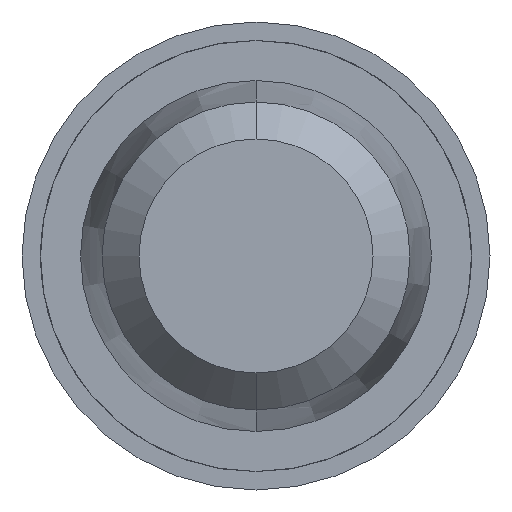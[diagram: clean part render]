
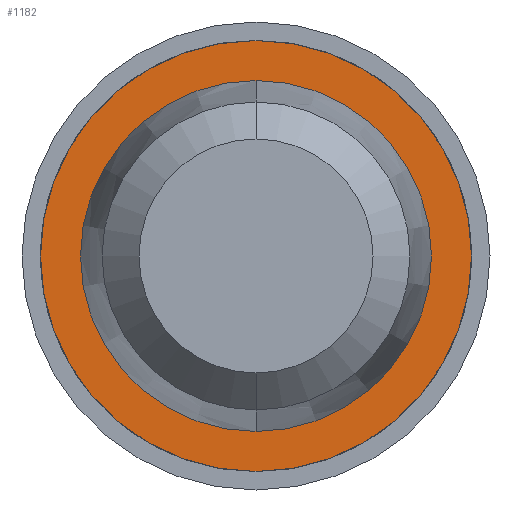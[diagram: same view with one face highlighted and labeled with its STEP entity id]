
A CAD part, front view. The second image highlights one B-rep face of the part: STEP entity #1182.
In plain terms, the highlighted planar face has unit normal (0, -1, 0).
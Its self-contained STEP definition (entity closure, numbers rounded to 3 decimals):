
#194 = FACE_BOUND ( 'NONE', #1586, .T. ) ;
#492 = EDGE_LOOP ( 'NONE', ( #3361, #2591 ) ) ;
#504 = CIRCLE ( 'NONE', #3106, 0.57 ) ;
#763 = VERTEX_POINT ( 'NONE', #1986 ) ;
#800 = AXIS2_PLACEMENT_3D ( 'NONE', #2734, #1490, #2103 ) ;
#919 = DIRECTION ( 'NONE',  ( 0., 0., -1. ) ) ;
#947 = DIRECTION ( 'NONE',  ( 0., -1., 0. ) ) ;
#1182 = ADVANCED_FACE ( 'Defeature ausgef�hrt3_16', ( #1951, #194 ), #2236, .T. ) ;
#1274 = AXIS2_PLACEMENT_3D ( 'NONE', #3013, #1711, #3314 ) ;
#1324 = CARTESIAN_POINT ( 'NONE',  ( 0., 26., 0.7 ) ) ;
#1490 = DIRECTION ( 'NONE',  ( 0., -1., 0. ) ) ;
#1521 = DIRECTION ( 'NONE',  ( 0., -1., 0. ) ) ;
#1586 = EDGE_LOOP ( 'NONE', ( #1661, #3220 ) ) ;
#1638 = CIRCLE ( 'NONE', #800, 0.7 ) ;
#1661 = ORIENTED_EDGE ( 'NONE', *, *, #2110, .F. ) ;
#1711 = DIRECTION ( 'NONE',  ( 0., -1., 0. ) ) ;
#1804 = CIRCLE ( 'NONE', #4167, 0.57 ) ;
#1882 = CARTESIAN_POINT ( 'NONE',  ( 0., 26., 0. ) ) ;
#1951 = FACE_OUTER_BOUND ( 'NONE', #492, .T. ) ;
#1986 = CARTESIAN_POINT ( 'NONE',  ( 0., 26., 0.57 ) ) ;
#2103 = DIRECTION ( 'NONE',  ( 0., 0., -1. ) ) ;
#2110 = EDGE_CURVE ( 'Defeature ausgef�hrt3_15+Defeature ausgef�hrt3_16+Defeature ausgef�hrt3_16+Defeature ausgef�hrt3_16', #763, #3928, #1804, .T. ) ;
#2168 = DIRECTION ( 'NONE',  ( 0., 0., -1. ) ) ;
#2236 = PLANE ( 'NONE',  #1274 ) ;
#2266 = VERTEX_POINT ( 'NONE', #1324 ) ;
#2444 = CARTESIAN_POINT ( 'NONE',  ( 0., 26., 0. ) ) ;
#2515 = EDGE_CURVE ( 'Defeature ausgef�hrt3_16+Defeature ausgef�hrt3_17+Defeature ausgef�hrt3_17+Defeature ausgef�hrt3_17', #4120, #2266, #1638, .T. ) ;
#2527 = DIRECTION ( 'NONE',  ( 0., -1., 0. ) ) ;
#2591 = ORIENTED_EDGE ( 'NONE', *, *, #2847, .T. ) ;
#2734 = CARTESIAN_POINT ( 'NONE',  ( 0., 26., 0. ) ) ;
#2847 = EDGE_CURVE ( 'Defeature ausgef�hrt3_16+Defeature ausgef�hrt3_17+Defeature ausgef�hrt3_17+Defeature ausgef�hrt3_17', #2266, #4120, #3983, .T. ) ;
#2882 = CARTESIAN_POINT ( 'NONE',  ( 0., 26., -0.57 ) ) ;
#3013 = CARTESIAN_POINT ( 'NONE',  ( 0.57, 26., 0. ) ) ;
#3106 = AXIS2_PLACEMENT_3D ( 'NONE', #1882, #2527, #919 ) ;
#3143 = EDGE_CURVE ( 'Defeature ausgef�hrt3_15+Defeature ausgef�hrt3_16+Defeature ausgef�hrt3_16+Defeature ausgef�hrt3_16', #3928, #763, #504, .T. ) ;
#3220 = ORIENTED_EDGE ( 'NONE', *, *, #3143, .F. ) ;
#3227 = DIRECTION ( 'NONE',  ( 0., 0., -1. ) ) ;
#3314 = DIRECTION ( 'NONE',  ( 0., 0., -1. ) ) ;
#3361 = ORIENTED_EDGE ( 'NONE', *, *, #2515, .T. ) ;
#3384 = CARTESIAN_POINT ( 'NONE',  ( 0., 26., -0.7 ) ) ;
#3584 = CARTESIAN_POINT ( 'NONE',  ( 0., 26., 0. ) ) ;
#3643 = AXIS2_PLACEMENT_3D ( 'NONE', #3584, #947, #3227 ) ;
#3928 = VERTEX_POINT ( 'NONE', #2882 ) ;
#3983 = CIRCLE ( 'NONE', #3643, 0.7 ) ;
#4120 = VERTEX_POINT ( 'NONE', #3384 ) ;
#4167 = AXIS2_PLACEMENT_3D ( 'NONE', #2444, #1521, #2168 ) ;
